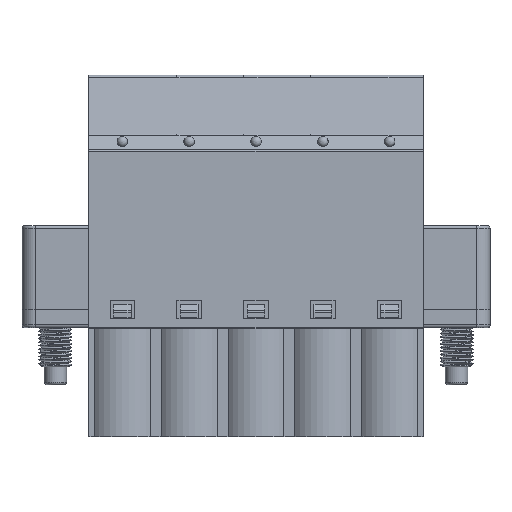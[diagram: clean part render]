
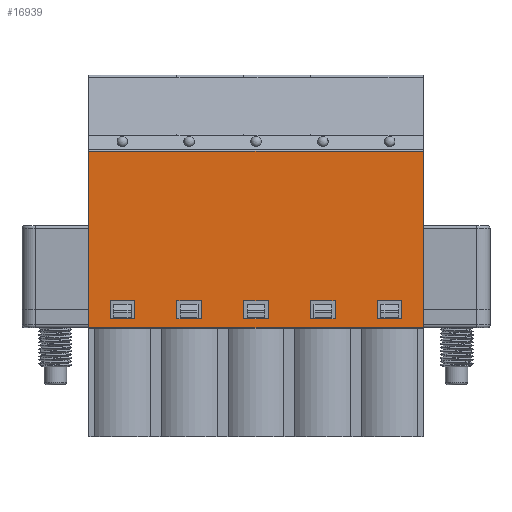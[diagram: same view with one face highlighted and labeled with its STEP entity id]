
A CAD part, top view. The second image highlights one B-rep face of the part: STEP entity #16939.
In plain terms, the highlighted planar face has unit normal (0, 0, 1).
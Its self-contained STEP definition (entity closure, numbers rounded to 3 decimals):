
#174=CARTESIAN_POINT('',(-5.08,13.4,0.));
#175=VERTEX_POINT('',#174);
#408=CARTESIAN_POINT('',(-5.08,0.,0.));
#409=VERTEX_POINT('',#408);
#416=CARTESIAN_POINT('',(-5.08,13.4,0.));
#417=DIRECTION('',(0.,-1.,0.));
#418=VECTOR('',#417,13.4);
#419=LINE('',#416,#418);
#420=EDGE_CURVE('',#175,#409,#419,.T.);
#2715=CARTESIAN_POINT('',(-1.615,0.65,0.));
#2716=VERTEX_POINT('',#2715);
#2723=CARTESIAN_POINT('',(-1.615,2.05,0.));
#2724=VERTEX_POINT('',#2723);
#2725=CARTESIAN_POINT('',(-1.615,2.05,0.));
#2726=DIRECTION('',(0.,-1.,0.));
#2727=VECTOR('',#2726,1.4);
#2728=LINE('',#2725,#2727);
#2729=EDGE_CURVE('',#2724,#2716,#2728,.T.);
#2754=CARTESIAN_POINT('',(-3.465,2.05,0.));
#2755=VERTEX_POINT('',#2754);
#2771=CARTESIAN_POINT('',(-3.465,2.05,0.));
#2772=DIRECTION('',(1.,0.,0.));
#2773=VECTOR('',#2772,1.85);
#2774=LINE('',#2771,#2773);
#2775=EDGE_CURVE('',#2755,#2724,#2774,.T.);
#2792=CARTESIAN_POINT('',(-3.465,0.65,0.));
#2793=VERTEX_POINT('',#2792);
#2794=CARTESIAN_POINT('',(-3.465,0.65,0.));
#2795=DIRECTION('',(0.,1.,0.));
#2796=VECTOR('',#2795,1.4);
#2797=LINE('',#2794,#2796);
#2798=EDGE_CURVE('',#2793,#2755,#2797,.T.);
#3925=CARTESIAN_POINT('',(-1.615,0.65,0.));
#3926=DIRECTION('',(-1.,0.,0.));
#3927=VECTOR('',#3926,1.85);
#3928=LINE('',#3925,#3927);
#3929=EDGE_CURVE('',#2716,#2793,#3928,.T.);
#11749=CARTESIAN_POINT('',(1.615,2.05,0.));
#11750=VERTEX_POINT('',#11749);
#11757=CARTESIAN_POINT('',(1.615,0.65,0.));
#11758=VERTEX_POINT('',#11757);
#11759=CARTESIAN_POINT('',(1.615,2.05,0.));
#11760=DIRECTION('',(0.,-1.,0.));
#11761=VECTOR('',#11760,1.4);
#11762=LINE('',#11759,#11761);
#11763=EDGE_CURVE('',#11750,#11758,#11762,.T.);
#12779=CARTESIAN_POINT('',(20.32,0.,0.));
#12780=VERTEX_POINT('',#12779);
#12996=CARTESIAN_POINT('',(20.32,13.4,0.));
#12997=VERTEX_POINT('',#12996);
#13005=CARTESIAN_POINT('',(20.32,0.,0.));
#13006=DIRECTION('',(0.,1.,0.));
#13007=VECTOR('',#13006,13.4);
#13008=LINE('',#13005,#13007);
#13009=EDGE_CURVE('',#12780,#12997,#13008,.T.);
#15115=CARTESIAN_POINT('',(-5.08,13.4,0.));
#15116=DIRECTION('',(1.,0.,0.));
#15117=VECTOR('',#15116,25.4);
#15118=LINE('',#15115,#15117);
#15119=EDGE_CURVE('',#175,#12997,#15118,.T.);
#16784=CARTESIAN_POINT('',(-5.08,0.,0.));
#16785=DIRECTION('',(1.,0.,0.));
#16786=VECTOR('',#16785,25.4);
#16787=LINE('',#16784,#16786);
#16788=EDGE_CURVE('',#409,#12780,#16787,.T.);
#16795=CARTESIAN_POINT('',(7.62,6.7,0.));
#16796=DIRECTION('',(0.,-1.,0.));
#16797=DIRECTION('',(-0.,0.,1.));
#16798=AXIS2_PLACEMENT_3D('',#16795,#16797,#16796);
#16799=PLANE('',#16798);
#16800=ORIENTED_EDGE('',*,*,#13009,.T.);
#16801=ORIENTED_EDGE('',*,*,#15119,.F.);
#16802=ORIENTED_EDGE('',*,*,#420,.T.);
#16803=ORIENTED_EDGE('',*,*,#16788,.T.);
#16804=EDGE_LOOP('',(#16800,#16801,#16802,#16803));
#16805=FACE_OUTER_BOUND('',#16804,.T.);
#16806=ORIENTED_EDGE('',*,*,#11763,.F.);
#16807=CARTESIAN_POINT('',(3.465,2.05,0.));
#16808=VERTEX_POINT('',#16807);
#16809=CARTESIAN_POINT('',(1.615,2.05,0.));
#16810=DIRECTION('',(1.,0.,0.));
#16811=VECTOR('',#16810,1.85);
#16812=LINE('',#16809,#16811);
#16813=EDGE_CURVE('',#11750,#16808,#16812,.T.);
#16814=ORIENTED_EDGE('',*,*,#16813,.T.);
#16815=CARTESIAN_POINT('',(3.465,0.65,0.));
#16816=VERTEX_POINT('',#16815);
#16817=CARTESIAN_POINT('',(3.465,2.05,0.));
#16818=DIRECTION('',(0.,-1.,0.));
#16819=VECTOR('',#16818,1.4);
#16820=LINE('',#16817,#16819);
#16821=EDGE_CURVE('',#16808,#16816,#16820,.T.);
#16822=ORIENTED_EDGE('',*,*,#16821,.T.);
#16823=CARTESIAN_POINT('',(3.465,0.65,0.));
#16824=DIRECTION('',(-1.,0.,0.));
#16825=VECTOR('',#16824,1.85);
#16826=LINE('',#16823,#16825);
#16827=EDGE_CURVE('',#16816,#11758,#16826,.T.);
#16828=ORIENTED_EDGE('',*,*,#16827,.T.);
#16829=EDGE_LOOP('',(#16806,#16814,#16822,#16828));
#16830=FACE_BOUND('',#16829,.T.);
#16831=ORIENTED_EDGE('',*,*,#2775,.T.);
#16832=ORIENTED_EDGE('',*,*,#2729,.T.);
#16833=ORIENTED_EDGE('',*,*,#3929,.T.);
#16834=ORIENTED_EDGE('',*,*,#2798,.T.);
#16835=EDGE_LOOP('',(#16831,#16832,#16833,#16834));
#16836=FACE_BOUND('',#16835,.T.);
#16837=CARTESIAN_POINT('',(6.695,2.05,0.));
#16838=VERTEX_POINT('',#16837);
#16839=CARTESIAN_POINT('',(6.695,0.65,0.));
#16840=VERTEX_POINT('',#16839);
#16841=CARTESIAN_POINT('',(6.695,2.05,0.));
#16842=DIRECTION('',(0.,-1.,0.));
#16843=VECTOR('',#16842,1.4);
#16844=LINE('',#16841,#16843);
#16845=EDGE_CURVE('',#16838,#16840,#16844,.T.);
#16846=ORIENTED_EDGE('',*,*,#16845,.F.);
#16847=CARTESIAN_POINT('',(8.545,2.05,0.));
#16848=VERTEX_POINT('',#16847);
#16849=CARTESIAN_POINT('',(6.695,2.05,0.));
#16850=DIRECTION('',(1.,0.,0.));
#16851=VECTOR('',#16850,1.85);
#16852=LINE('',#16849,#16851);
#16853=EDGE_CURVE('',#16838,#16848,#16852,.T.);
#16854=ORIENTED_EDGE('',*,*,#16853,.T.);
#16855=CARTESIAN_POINT('',(8.545,0.65,0.));
#16856=VERTEX_POINT('',#16855);
#16857=CARTESIAN_POINT('',(8.545,2.05,0.));
#16858=DIRECTION('',(0.,-1.,0.));
#16859=VECTOR('',#16858,1.4);
#16860=LINE('',#16857,#16859);
#16861=EDGE_CURVE('',#16848,#16856,#16860,.T.);
#16862=ORIENTED_EDGE('',*,*,#16861,.T.);
#16863=CARTESIAN_POINT('',(8.545,0.65,0.));
#16864=DIRECTION('',(-1.,0.,0.));
#16865=VECTOR('',#16864,1.85);
#16866=LINE('',#16863,#16865);
#16867=EDGE_CURVE('',#16856,#16840,#16866,.T.);
#16868=ORIENTED_EDGE('',*,*,#16867,.T.);
#16869=EDGE_LOOP('',(#16846,#16854,#16862,#16868));
#16870=FACE_BOUND('',#16869,.T.);
#16871=CARTESIAN_POINT('',(11.775,2.05,0.));
#16872=VERTEX_POINT('',#16871);
#16873=CARTESIAN_POINT('',(11.775,0.65,0.));
#16874=VERTEX_POINT('',#16873);
#16875=CARTESIAN_POINT('',(11.775,2.05,0.));
#16876=DIRECTION('',(0.,-1.,0.));
#16877=VECTOR('',#16876,1.4);
#16878=LINE('',#16875,#16877);
#16879=EDGE_CURVE('',#16872,#16874,#16878,.T.);
#16880=ORIENTED_EDGE('',*,*,#16879,.F.);
#16881=CARTESIAN_POINT('',(13.625,2.05,0.));
#16882=VERTEX_POINT('',#16881);
#16883=CARTESIAN_POINT('',(11.775,2.05,0.));
#16884=DIRECTION('',(1.,0.,0.));
#16885=VECTOR('',#16884,1.85);
#16886=LINE('',#16883,#16885);
#16887=EDGE_CURVE('',#16872,#16882,#16886,.T.);
#16888=ORIENTED_EDGE('',*,*,#16887,.T.);
#16889=CARTESIAN_POINT('',(13.625,0.65,0.));
#16890=VERTEX_POINT('',#16889);
#16891=CARTESIAN_POINT('',(13.625,2.05,0.));
#16892=DIRECTION('',(0.,-1.,0.));
#16893=VECTOR('',#16892,1.4);
#16894=LINE('',#16891,#16893);
#16895=EDGE_CURVE('',#16882,#16890,#16894,.T.);
#16896=ORIENTED_EDGE('',*,*,#16895,.T.);
#16897=CARTESIAN_POINT('',(13.625,0.65,0.));
#16898=DIRECTION('',(-1.,0.,0.));
#16899=VECTOR('',#16898,1.85);
#16900=LINE('',#16897,#16899);
#16901=EDGE_CURVE('',#16890,#16874,#16900,.T.);
#16902=ORIENTED_EDGE('',*,*,#16901,.T.);
#16903=EDGE_LOOP('',(#16880,#16888,#16896,#16902));
#16904=FACE_BOUND('',#16903,.T.);
#16905=CARTESIAN_POINT('',(16.855,2.05,0.));
#16906=VERTEX_POINT('',#16905);
#16907=CARTESIAN_POINT('',(18.705,2.05,0.));
#16908=VERTEX_POINT('',#16907);
#16909=CARTESIAN_POINT('',(16.855,2.05,0.));
#16910=DIRECTION('',(1.,0.,0.));
#16911=VECTOR('',#16910,1.85);
#16912=LINE('',#16909,#16911);
#16913=EDGE_CURVE('',#16906,#16908,#16912,.T.);
#16914=ORIENTED_EDGE('',*,*,#16913,.T.);
#16915=CARTESIAN_POINT('',(18.705,0.65,0.));
#16916=VERTEX_POINT('',#16915);
#16917=CARTESIAN_POINT('',(18.705,2.05,0.));
#16918=DIRECTION('',(0.,-1.,0.));
#16919=VECTOR('',#16918,1.4);
#16920=LINE('',#16917,#16919);
#16921=EDGE_CURVE('',#16908,#16916,#16920,.T.);
#16922=ORIENTED_EDGE('',*,*,#16921,.T.);
#16923=CARTESIAN_POINT('',(16.855,0.65,0.));
#16924=VERTEX_POINT('',#16923);
#16925=CARTESIAN_POINT('',(18.705,0.65,0.));
#16926=DIRECTION('',(-1.,0.,0.));
#16927=VECTOR('',#16926,1.85);
#16928=LINE('',#16925,#16927);
#16929=EDGE_CURVE('',#16916,#16924,#16928,.T.);
#16930=ORIENTED_EDGE('',*,*,#16929,.T.);
#16931=CARTESIAN_POINT('',(16.855,0.65,0.));
#16932=DIRECTION('',(0.,1.,0.));
#16933=VECTOR('',#16932,1.4);
#16934=LINE('',#16931,#16933);
#16935=EDGE_CURVE('',#16924,#16906,#16934,.T.);
#16936=ORIENTED_EDGE('',*,*,#16935,.T.);
#16937=EDGE_LOOP('',(#16914,#16922,#16930,#16936));
#16938=FACE_BOUND('',#16937,.T.);
#16939=ADVANCED_FACE('',(#16805,#16830,#16836,#16870,#16904,#16938),#16799,.T.);
